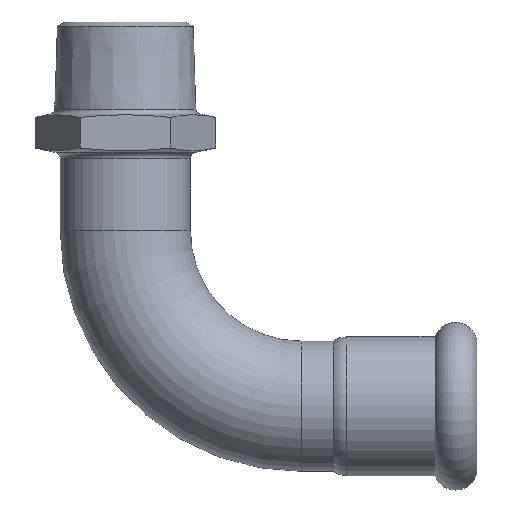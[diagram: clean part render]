
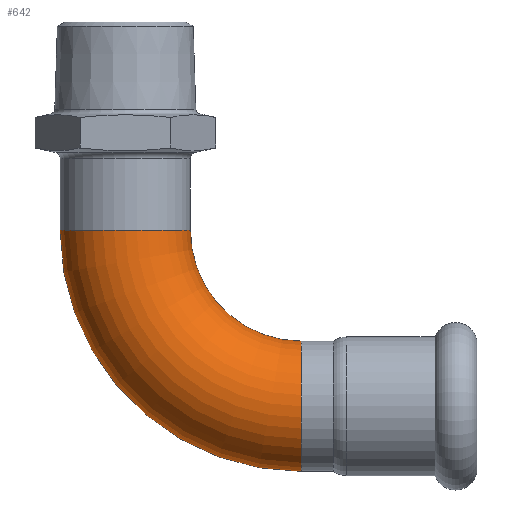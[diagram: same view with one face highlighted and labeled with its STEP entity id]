
A CAD part, front view. The second image highlights one B-rep face of the part: STEP entity #642.
In plain terms, the highlighted toroidal (fillet/blend) face has major radius 27 mm and minor radius 10 mm.
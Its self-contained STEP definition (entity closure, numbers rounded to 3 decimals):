
#118=FACE_OUTER_BOUND('',#151,.T.);
#151=EDGE_LOOP('',(#540,#541,#542,#543,#544,#545,#546));
#201=CIRCLE('',#734,10.);
#202=CIRCLE('',#735,10.);
#207=CIRCLE('',#742,17.);
#208=CIRCLE('',#743,10.);
#209=CIRCLE('',#744,10.);
#210=CIRCLE('',#745,10.);
#278=VERTEX_POINT('',#1163);
#279=VERTEX_POINT('',#1165);
#283=VERTEX_POINT('',#1177);
#284=VERTEX_POINT('',#1179);
#285=VERTEX_POINT('',#1181);
#371=EDGE_CURVE('',#278,#279,#201,.T.);
#372=EDGE_CURVE('',#279,#278,#202,.T.);
#377=EDGE_CURVE('',#278,#283,#207,.T.);
#378=EDGE_CURVE('',#284,#283,#208,.T.);
#379=EDGE_CURVE('',#285,#284,#209,.T.);
#380=EDGE_CURVE('',#283,#285,#210,.T.);
#540=ORIENTED_EDGE('',*,*,#372,.F.);
#541=ORIENTED_EDGE('',*,*,#371,.F.);
#542=ORIENTED_EDGE('',*,*,#377,.T.);
#543=ORIENTED_EDGE('',*,*,#378,.F.);
#544=ORIENTED_EDGE('',*,*,#379,.F.);
#545=ORIENTED_EDGE('',*,*,#380,.F.);
#546=ORIENTED_EDGE('',*,*,#377,.F.);
#615=TOROIDAL_SURFACE('',#741,27.,10.);
#642=ADVANCED_FACE('',(#118),#615,.T.);
#734=AXIS2_PLACEMENT_3D('',#1166,#917,#918);
#735=AXIS2_PLACEMENT_3D('',#1167,#919,#920);
#741=AXIS2_PLACEMENT_3D('',#1176,#931,#932);
#742=AXIS2_PLACEMENT_3D('',#1178,#933,#934);
#743=AXIS2_PLACEMENT_3D('',#1180,#935,#936);
#744=AXIS2_PLACEMENT_3D('',#1182,#937,#938);
#745=AXIS2_PLACEMENT_3D('',#1183,#939,#940);
#917=DIRECTION('center_axis',(0.,0.,1.));
#918=DIRECTION('ref_axis',(0.,-1.,0.));
#919=DIRECTION('center_axis',(0.,0.,1.));
#920=DIRECTION('ref_axis',(0.,-1.,0.));
#931=DIRECTION('center_axis',(0.,1.,0.));
#932=DIRECTION('ref_axis',(0.,0.,1.));
#933=DIRECTION('center_axis',(0.,-1.,0.));
#934=DIRECTION('ref_axis',(0.,0.,1.));
#935=DIRECTION('center_axis',(1.,0.,0.));
#936=DIRECTION('ref_axis',(0.,1.,0.));
#937=DIRECTION('center_axis',(1.,0.,0.));
#938=DIRECTION('ref_axis',(0.,1.,0.));
#939=DIRECTION('center_axis',(1.,0.,0.));
#940=DIRECTION('ref_axis',(0.,1.,0.));
#1163=CARTESIAN_POINT('',(-44.,0.,27.));
#1165=CARTESIAN_POINT('',(-54.,-10.,27.));
#1166=CARTESIAN_POINT('Origin',(-54.,0.,27.));
#1167=CARTESIAN_POINT('Origin',(-54.,0.,27.));
#1176=CARTESIAN_POINT('Origin',(-27.,0.,27.));
#1177=CARTESIAN_POINT('',(-27.,0.,10.));
#1178=CARTESIAN_POINT('Origin',(-27.,0.,27.));
#1179=CARTESIAN_POINT('',(-27.,10.,0.));
#1180=CARTESIAN_POINT('Origin',(-27.,0.,0.));
#1181=CARTESIAN_POINT('',(-27.,-10.,0.));
#1182=CARTESIAN_POINT('Origin',(-27.,0.,0.));
#1183=CARTESIAN_POINT('Origin',(-27.,0.,0.));
